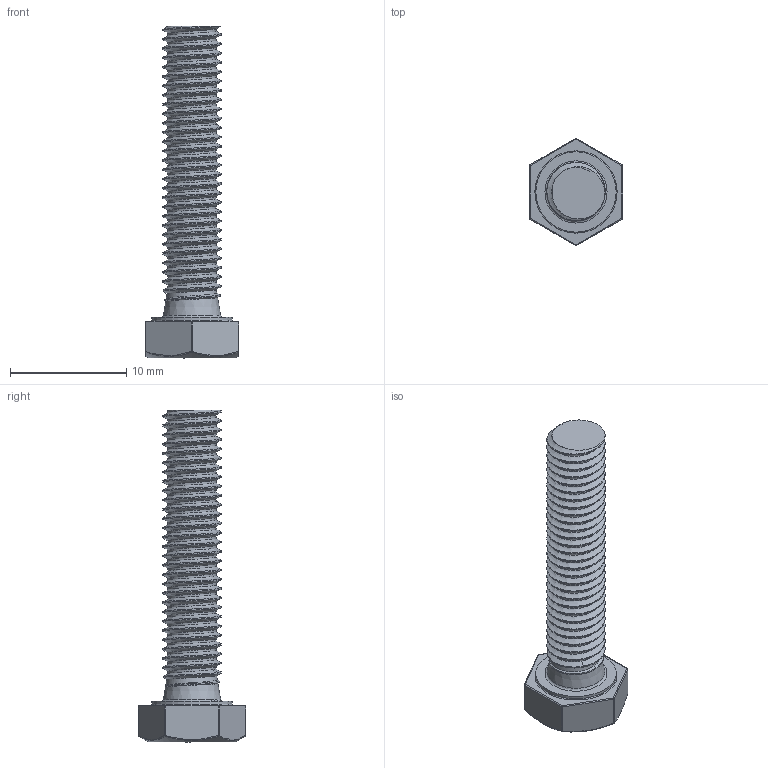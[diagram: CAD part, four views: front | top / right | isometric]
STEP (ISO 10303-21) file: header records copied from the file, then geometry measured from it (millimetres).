
FILE_DESCRIPTION((''),'2;1');
FILE_NAME('DIN933M6S5C25.stp','2012-04-07T20:25:55',('Peter'),(''),'Autodesk Inventor 2011','Autodesk Inventor 2011','');
FILE_SCHEMA(('AUTOMOTIVE_DESIGN { 1 0 10303 214 1 1 1 1 }'));
Length unit declared in the file: millimetre
Products named in the file (1): DIN933M6S5C25
Bounding box: 8 x 9.21 x 28.5 mm (x, y, z)
Volume: 587.3 mm3; surface area: 791.4 mm2
Topology: 1 solids, 1 shells, 389 faces, 1027 edges, 667 vertices
Faces by surface type: plane 211, bspline 146, cylinder 14, sphere 12, torus 3, cone 3
Full cylindrical faces by diameter (mm): 6.9 x1
Entity records: 17262 total; most frequent: CARTESIAN_POINT 8693, ORIENTED_EDGE 2020, DIRECTION 1247, EDGE_CURVE 1010, VECTOR 671, LINE 671, VERTEX_POINT 663, EDGE_LOOP 427
